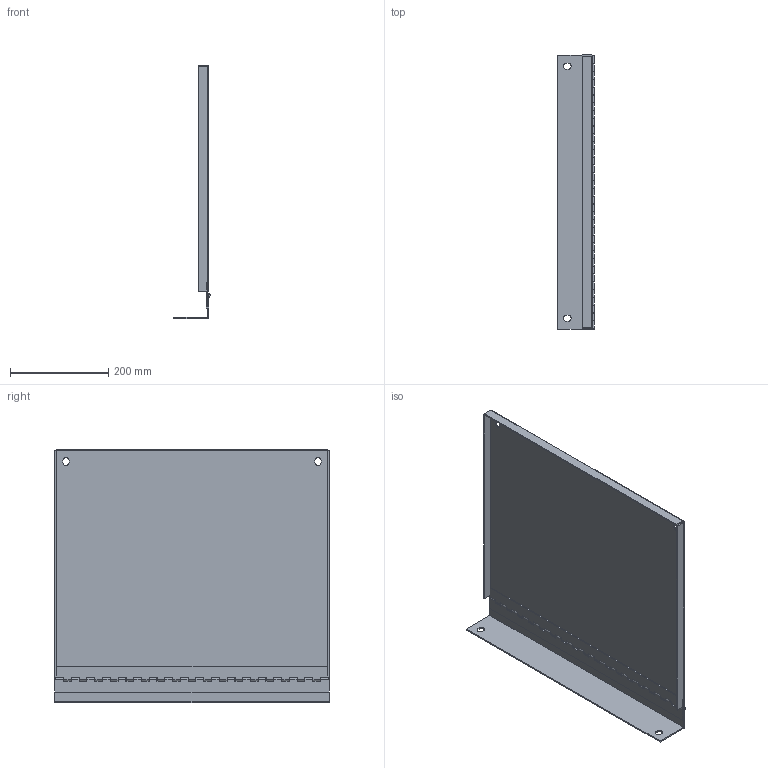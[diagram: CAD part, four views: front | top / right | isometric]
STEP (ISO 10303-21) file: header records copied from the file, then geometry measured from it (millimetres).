
FILE_DESCRIPTION (( 'STEP AP214' ), '1' );
FILE_NAME ('WC14P1.STEP', '2015-04-08T20:47:43', ( '' ), ( '' ), 'SwSTEP 2.0', 'SolidWorks 2014', '' );
FILE_SCHEMA (( 'AUTOMOTIVE_DESIGN' ));
Length unit declared in the file: inch
Products named in the file (6): WC14P1_DOOR; WC14P1_OUTHINGE; WC14P1_INHINGE; WC14P1_HINGEPIN; WC14P1_FLANGE; WC14P1
Assembly tree (5 placements, depth 2):
  WC14P1
    WC14P1_FLANGE
    WC14P1_HINGEPIN
    WC14P1_INHINGE
    WC14P1_OUTHINGE
    WC14P1_DOOR
Bounding box: 74.08 x 558.8 x 516.58 mm (x, y, z)
Volume: 1011183 mm3; surface area: 781779.9 mm2
Topology: 5 solids, 5 shells, 294 faces, 820 edges, 536 vertices
Faces by surface type: plane 157, cylinder 133, bspline 4
Entity records: 10068 total; most frequent: CARTESIAN_POINT 1870, DIRECTION 1666, ORIENTED_EDGE 1640, EDGE_CURVE 820, AXIS2_PLACEMENT_3D 556, VECTOR 554, LINE 554, VERTEX_POINT 536
